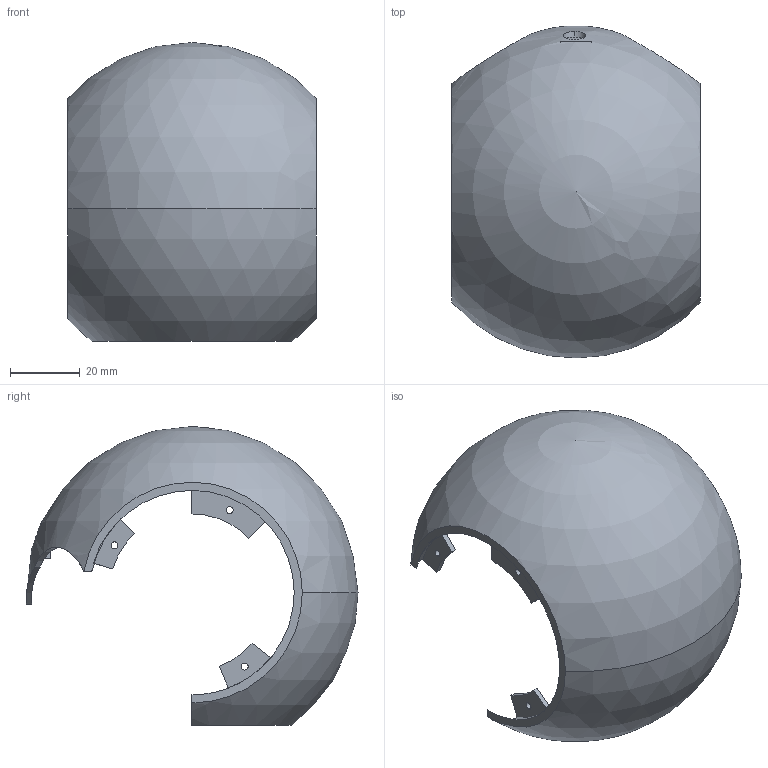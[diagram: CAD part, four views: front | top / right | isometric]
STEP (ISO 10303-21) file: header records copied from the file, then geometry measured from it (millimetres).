
FILE_DESCRIPTION (( 'STEP AP203' ), '1' );
FILE_NAME ('face_1.sldasm-Part-1_默认_sldprt.STEP', '2018-02-03T08:02:23', ( '' ), ( '' ), 'SwSTEP 2.0', 'SolidWorks 2014', '' );
FILE_SCHEMA (( 'CONFIG_CONTROL_DESIGN' ));
Length unit declared in the file: millimetre
Products named in the file (1): face_1.sldasm-Part-1_默认_sldprt
Bounding box: 71 x 94.98 x 85.5 mm (x, y, z)
Volume: 21927.9 mm3; surface area: 30320.7 mm2
Topology: 1 solids, 1 shells, 104 faces, 295 edges, 194 vertices
Faces by surface type: plane 45, cylinder 37, torus 13, sphere 7, bspline 2
Entity records: 3856 total; most frequent: CARTESIAN_POINT 1050, ORIENTED_EDGE 578, DIRECTION 577, EDGE_CURVE 289, AXIS2_PLACEMENT_3D 233, VERTEX_POINT 190, CIRCLE 130, EDGE_LOOP 125
